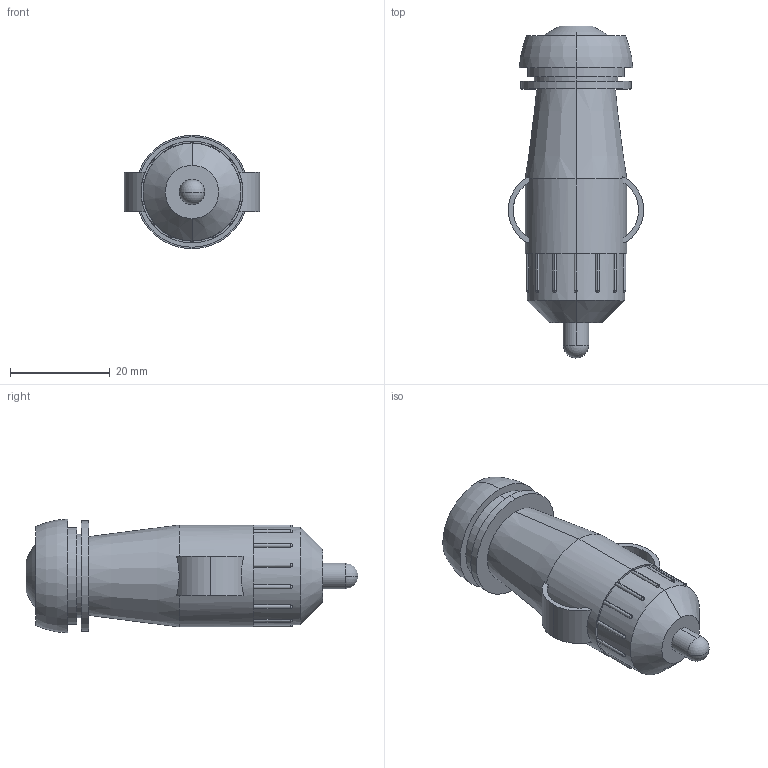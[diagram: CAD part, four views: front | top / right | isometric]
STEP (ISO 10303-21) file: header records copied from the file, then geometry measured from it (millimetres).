
FILE_DESCRIPTION (( 'STEP AP214' ), '1' );
FILE_NAME ('AP113.STEP', '2022-12-28T23:49:26', ( '' ), ( '' ), 'SwSTEP 2.0', 'SolidWorks 2021', '' );
FILE_SCHEMA (( 'AUTOMOTIVE_DESIGN' ));
Length unit declared in the file: millimetre
Products named in the file (1): AP113
Bounding box: 27.18 x 66.7 x 22.8 mm (x, y, z)
Volume: 17613 mm3; surface area: 6372.4 mm2
Topology: 5 solids, 5 shells, 145 faces, 365 edges, 233 vertices
Faces by surface type: plane 56, cylinder 49, torus 34, cone 4, sphere 2
Entity records: 4673 total; most frequent: CARTESIAN_POINT 1004, DIRECTION 835, ORIENTED_EDGE 726, AXIS2_PLACEMENT_3D 370, EDGE_CURVE 363, VERTEX_POINT 233, CIRCLE 224, EDGE_LOOP 152
